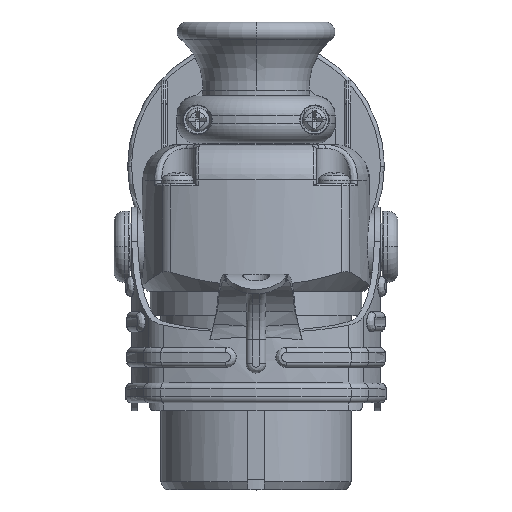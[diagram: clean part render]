
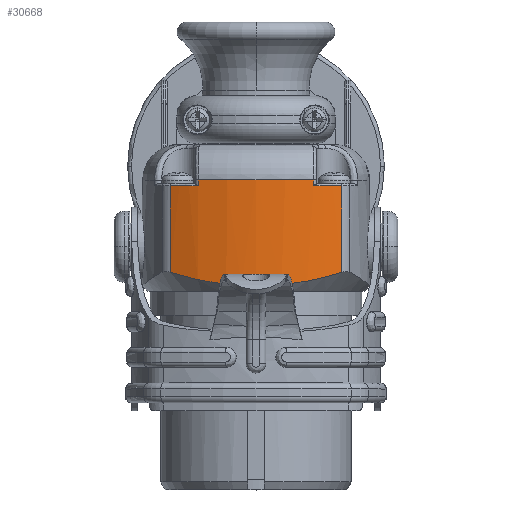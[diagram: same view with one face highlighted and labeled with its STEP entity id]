
A CAD part, top view. The second image highlights one B-rep face of the part: STEP entity #30668.
In plain terms, the highlighted cylindrical face has radius 50.296 mm (diameter 100.593 mm), a partial arc.
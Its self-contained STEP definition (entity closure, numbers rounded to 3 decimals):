
#34=CARTESIAN_POINT('',(0.,78.4,-21.496));
#35=DIRECTION('',(0.,1.,0.));
#36=DIRECTION('',(-0.29,0.,0.957));
#37=AXIS2_PLACEMENT_3D('',#34,#35,#36);
#2382=DIRECTION('',(0.,-1.,0.));
#2383=VECTOR('',#2382,21.871);
#2384=CARTESIAN_POINT('',(21.744,76.9,23.857));
#2385=LINE('',#2384,#2383);
#2386=DIRECTION('',(0.,-1.,0.));
#2387=VECTOR('',#2386,21.871);
#2388=CARTESIAN_POINT('',(-21.744,76.9,23.857));
#2389=LINE('',#2388,#2387);
#2881=CARTESIAN_POINT('',(-14.589,78.4,26.638));
#2918=DIRECTION('',(0.,-1.,0.));
#2919=VECTOR('',#2918,1.5);
#2920=CARTESIAN_POINT('',(-14.589,78.4,26.638));
#2921=LINE('',#2920,#2919);
#2953=CARTESIAN_POINT('',(0.,76.9,-21.496));
#2954=DIRECTION('',(0.,1.,0.));
#2955=DIRECTION('',(-0.432,0.,0.902));
#2956=AXIS2_PLACEMENT_3D('',#2953,#2954,#2955);
#3059=CARTESIAN_POINT('',(-21.744,55.029,23.857));
#3061=CARTESIAN_POINT('',(-21.744,55.029,23.857));
#3062=CARTESIAN_POINT('',(-21.3,54.888,24.07));
#3063=CARTESIAN_POINT('',(-20.4,54.609,24.486));
#3064=CARTESIAN_POINT('',(-19.003,54.205,25.08));
#3065=CARTESIAN_POINT('',(-17.586,53.824,25.633));
#3066=CARTESIAN_POINT('',(-16.166,53.473,26.139));
#3067=CARTESIAN_POINT('',(-14.761,53.154,26.593));
#3068=CARTESIAN_POINT('',(-13.357,52.863,27.001));
#3069=CARTESIAN_POINT('',(-11.94,52.599,27.37));
#3070=CARTESIAN_POINT('',(-10.497,52.36,27.7));
#3071=CARTESIAN_POINT('',(-9.014,52.146,27.994));
#3072=CARTESIAN_POINT('',(-7.505,51.962,28.245));
#3073=CARTESIAN_POINT('',(-5.982,51.81,28.451));
#3074=CARTESIAN_POINT('',(-4.459,51.692,28.61));
#3075=CARTESIAN_POINT('',(-2.944,51.609,28.721));
#3076=CARTESIAN_POINT('',(-1.45,51.56,28.786));
#3077=CARTESIAN_POINT('',(-0.479,51.55,28.8));
#3078=CARTESIAN_POINT('',(0.,51.55,28.8));
#3135=CARTESIAN_POINT('',(0.,51.55,28.8));
#3136=CARTESIAN_POINT('',(0.48,51.55,28.8));
#3137=CARTESIAN_POINT('',(1.438,51.56,28.786));
#3138=CARTESIAN_POINT('',(2.871,51.606,28.725));
#3139=CARTESIAN_POINT('',(4.3,51.682,28.623));
#3140=CARTESIAN_POINT('',(5.727,51.788,28.48));
#3141=CARTESIAN_POINT('',(7.155,51.924,28.296));
#3142=CARTESIAN_POINT('',(8.588,52.091,28.069));
#3143=CARTESIAN_POINT('',(10.03,52.289,27.797));
#3144=CARTESIAN_POINT('',(11.486,52.52,27.479));
#3145=CARTESIAN_POINT('',(12.959,52.785,27.11));
#3146=CARTESIAN_POINT('',(14.441,53.084,26.691));
#3147=CARTESIAN_POINT('',(15.927,53.416,26.22));
#3148=CARTESIAN_POINT('',(17.411,53.779,25.699));
#3149=CARTESIAN_POINT('',(18.885,54.172,25.129));
#3150=CARTESIAN_POINT('',(20.336,54.59,24.514));
#3151=CARTESIAN_POINT('',(21.279,54.881,24.08));
#3152=CARTESIAN_POINT('',(21.744,55.029,23.857));
#3154=CARTESIAN_POINT('',(21.744,55.029,23.857));
#7018=DIRECTION('',(0.,1.,0.));
#7019=VECTOR('',#7018,1.5);
#7020=CARTESIAN_POINT('',(14.589,76.9,26.638));
#7021=LINE('',#7020,#7019);
#21467=CARTESIAN_POINT('',(0.,76.9,-21.496));
#21468=DIRECTION('',(0.,1.,0.));
#21469=DIRECTION('',(0.29,0.,0.957));
#21470=AXIS2_PLACEMENT_3D('',#21467,#21468,#21469);
#21739=CARTESIAN_POINT('',(14.589,78.4,26.638));
#22974=VERTEX_POINT('',#3154);
#22981=VERTEX_POINT('',#3059);
#22982=VERTEX_POINT('',#3078);
#27108=VERTEX_POINT('',#21739);
#27137=VERTEX_POINT('',#2881);
#27173=CARTESIAN_POINT('',(21.744,76.9,23.857));
#27174=VERTEX_POINT('',#27173);
#27175=CARTESIAN_POINT('',(14.589,76.9,26.638));
#27176=VERTEX_POINT('',#27175);
#27177=CARTESIAN_POINT('',(-21.744,76.9,23.857));
#27178=CARTESIAN_POINT('',(-14.589,76.9,26.638));
#27179=VERTEX_POINT('',#27177);
#27180=VERTEX_POINT('',#27178);
#30645=CARTESIAN_POINT('',(0.,50.25,-21.496));
#30646=DIRECTION('',(0.,1.,0.));
#30647=DIRECTION('',(0.,0.,1.));
#30648=AXIS2_PLACEMENT_3D('',#30645,#30646,#30647);
#30649=CYLINDRICAL_SURFACE('',#30648,50.296);
#30651=ORIENTED_EDGE('',*,*,#30650,.F.);
#30653=ORIENTED_EDGE('',*,*,#30652,.T.);
#30655=ORIENTED_EDGE('',*,*,#30654,.F.);
#30656=ORIENTED_EDGE('',*,*,#28331,.T.);
#30658=ORIENTED_EDGE('',*,*,#30657,.F.);
#30660=ORIENTED_EDGE('',*,*,#30659,.T.);
#30661=ORIENTED_EDGE('',*,*,#30635,.T.);
#30663=ORIENTED_EDGE('',*,*,#30662,.F.);
#30665=ORIENTED_EDGE('',*,*,#30664,.F.);
#30666=EDGE_LOOP('',(#30651,#30653,#30655,#30656,#30658,#30660,#30661,#30663,
#30665));
#30667=FACE_OUTER_BOUND('',#30666,.F.);
#30668=ADVANCED_FACE('',(#30667),#30649,.T.);
#38=CIRCLE('',#37,50.296);
#2957=CIRCLE('',#2956,50.296);
#3079=B_SPLINE_CURVE_WITH_KNOTS('',3,(#3061,#3062,#3063,#3064,#3065,#3066,#3067,
#3068,#3069,#3070,#3071,#3072,#3073,#3074,#3075,#3076,#3077,#3078),
.UNSPECIFIED.,.F.,.F.,(4,1,1,1,1,1,1,1,1,1,1,1,1,1,1,4),(0.,0.067,
0.133,0.2,0.267,0.333,0.4,
0.467,0.533,0.6,0.667,0.733,
0.8,0.867,0.933,1.),.UNSPECIFIED.);
#3153=B_SPLINE_CURVE_WITH_KNOTS('',3,(#3135,#3136,#3137,#3138,#3139,#3140,#3141,
#3142,#3143,#3144,#3145,#3146,#3147,#3148,#3149,#3150,#3151,#3152),
.UNSPECIFIED.,.F.,.F.,(4,1,1,1,1,1,1,1,1,1,1,1,1,1,1,4),(0.,0.067,
0.133,0.2,0.267,0.333,0.4,
0.467,0.533,0.6,0.667,0.733,
0.8,0.867,0.933,1.),.UNSPECIFIED.);
#21471=CIRCLE('',#21470,50.296);
#28331=EDGE_CURVE('',#27137,#27108,#38,.T.);
#30635=EDGE_CURVE('',#27174,#22974,#2385,.T.);
#30650=EDGE_CURVE('',#27179,#22981,#2389,.T.);
#30652=EDGE_CURVE('',#27179,#27180,#2957,.T.);
#30654=EDGE_CURVE('',#27137,#27180,#2921,.T.);
#30657=EDGE_CURVE('',#27176,#27108,#7021,.T.);
#30659=EDGE_CURVE('',#27176,#27174,#21471,.T.);
#30662=EDGE_CURVE('',#22982,#22974,#3153,.T.);
#30664=EDGE_CURVE('',#22981,#22982,#3079,.T.);
